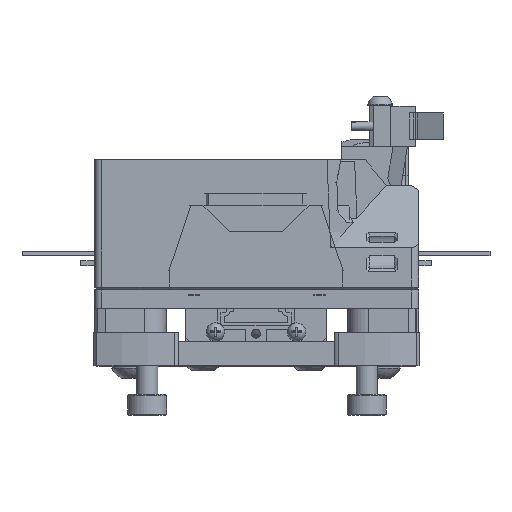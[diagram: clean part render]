
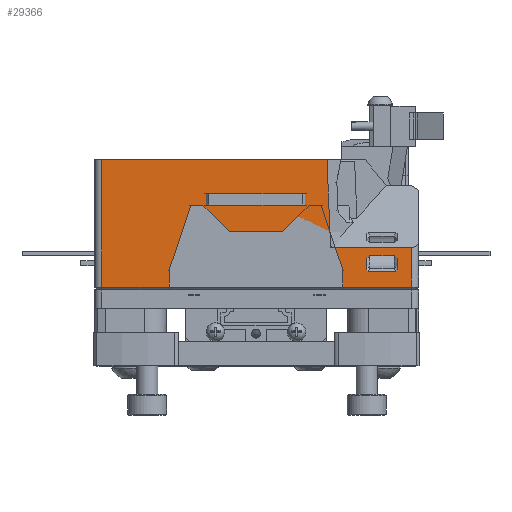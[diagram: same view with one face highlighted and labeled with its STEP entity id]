
A CAD part, top view. The second image highlights one B-rep face of the part: STEP entity #29366.
In plain terms, the highlighted planar face has unit normal (0, 0, 1).
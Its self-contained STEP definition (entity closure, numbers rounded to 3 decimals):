
#1042=FACE_BOUND('',#5556,.T.);
#1856=PLANE('',#32296);
#3806=FACE_OUTER_BOUND('',#5555,.T.);
#5555=EDGE_LOOP('',(#26895,#26896,#26897,#26898,#26899,#26900));
#5556=EDGE_LOOP('',(#26901,#26902,#26903,#26904,#26905,#26906,#26907,#26908));
#7971=LINE('',#56728,#10701);
#8018=LINE('',#56827,#10748);
#8174=LINE('',#57221,#10904);
#8175=LINE('',#57224,#10905);
#8176=LINE('',#57225,#10906);
#8177=LINE('',#57226,#10907);
#8178=LINE('',#57229,#10908);
#8179=LINE('',#57231,#10909);
#8180=LINE('',#57233,#10910);
#8181=LINE('',#57235,#10911);
#8182=LINE('',#57237,#10912);
#8183=LINE('',#57239,#10913);
#8184=LINE('',#57241,#10914);
#8185=LINE('',#57242,#10915);
#10701=VECTOR('',#39624,10.);
#10748=VECTOR('',#39687,10.);
#10904=VECTOR('',#40077,10.);
#10905=VECTOR('',#40080,10.);
#10906=VECTOR('',#40081,10.);
#10907=VECTOR('',#40082,10.);
#10908=VECTOR('',#40083,10.);
#10909=VECTOR('',#40084,10.);
#10910=VECTOR('',#40085,10.);
#10911=VECTOR('',#40086,10.);
#10912=VECTOR('',#40087,10.);
#10913=VECTOR('',#40088,10.);
#10914=VECTOR('',#40089,10.);
#10915=VECTOR('',#40090,10.);
#14721=VERTEX_POINT('',#56725);
#14722=VERTEX_POINT('',#56727);
#14765=VERTEX_POINT('',#56824);
#14766=VERTEX_POINT('',#56826);
#14887=VERTEX_POINT('',#57219);
#14888=VERTEX_POINT('',#57223);
#14889=VERTEX_POINT('',#57227);
#14890=VERTEX_POINT('',#57228);
#14891=VERTEX_POINT('',#57230);
#14892=VERTEX_POINT('',#57232);
#14893=VERTEX_POINT('',#57234);
#14894=VERTEX_POINT('',#57236);
#14895=VERTEX_POINT('',#57238);
#14896=VERTEX_POINT('',#57240);
#18699=EDGE_CURVE('',#14722,#14721,#7971,.T.);
#18748=EDGE_CURVE('',#14765,#14766,#8018,.F.);
#18945=EDGE_CURVE('',#14887,#14765,#8174,.T.);
#18946=EDGE_CURVE('',#14888,#14887,#8175,.T.);
#18947=EDGE_CURVE('',#14722,#14888,#8176,.T.);
#18948=EDGE_CURVE('',#14721,#14766,#8177,.T.);
#18949=EDGE_CURVE('',#14889,#14890,#8178,.T.);
#18950=EDGE_CURVE('',#14890,#14891,#8179,.T.);
#18951=EDGE_CURVE('',#14891,#14892,#8180,.T.);
#18952=EDGE_CURVE('',#14893,#14892,#8181,.T.);
#18953=EDGE_CURVE('',#14894,#14893,#8182,.T.);
#18954=EDGE_CURVE('',#14895,#14894,#8183,.T.);
#18955=EDGE_CURVE('',#14895,#14896,#8184,.T.);
#18956=EDGE_CURVE('',#14896,#14889,#8185,.T.);
#26895=ORIENTED_EDGE('',*,*,#18946,.F.);
#26896=ORIENTED_EDGE('',*,*,#18947,.F.);
#26897=ORIENTED_EDGE('',*,*,#18699,.T.);
#26898=ORIENTED_EDGE('',*,*,#18948,.T.);
#26899=ORIENTED_EDGE('',*,*,#18748,.F.);
#26900=ORIENTED_EDGE('',*,*,#18945,.F.);
#26901=ORIENTED_EDGE('',*,*,#18949,.T.);
#26902=ORIENTED_EDGE('',*,*,#18950,.T.);
#26903=ORIENTED_EDGE('',*,*,#18951,.T.);
#26904=ORIENTED_EDGE('',*,*,#18952,.F.);
#26905=ORIENTED_EDGE('',*,*,#18953,.F.);
#26906=ORIENTED_EDGE('',*,*,#18954,.F.);
#26907=ORIENTED_EDGE('',*,*,#18955,.T.);
#26908=ORIENTED_EDGE('',*,*,#18956,.T.);
#29366=ADVANCED_FACE('',(#3806,#1042),#1856,.F.);
#32296=AXIS2_PLACEMENT_3D('',#57222,#40078,#40079);
#39624=DIRECTION('',(-1.,0.,0.));
#39687=DIRECTION('',(-1.,0.,0.));
#40077=DIRECTION('',(0.,1.,0.));
#40078=DIRECTION('center_axis',(0.,0.,
-1.));
#40079=DIRECTION('ref_axis',(0.,1.,0.));
#40080=DIRECTION('',(-1.,0.,0.));
#40081=DIRECTION('',(0.,-1.,0.));
#40082=DIRECTION('',(-0.041,0.999,0.));
#40083=DIRECTION('',(1.,0.,0.));
#40084=DIRECTION('',(0.707,-0.707,0.));
#40085=DIRECTION('',(0.,-1.,0.));
#40086=DIRECTION('',(0.707,0.707,0.));
#40087=DIRECTION('',(1.,0.,0.));
#40088=DIRECTION('',(0.707,-0.707,0.));
#40089=DIRECTION('',(0.,1.,0.));
#40090=DIRECTION('',(0.707,0.707,0.));
#56725=CARTESIAN_POINT('',(10.54,-11.75,69.089));
#56727=CARTESIAN_POINT('',(21.989,-11.75,69.089));
#56728=CARTESIAN_POINT('',(-19.226,-11.75,69.089));
#56824=CARTESIAN_POINT('',(-21.771,0.65,69.089));
#56826=CARTESIAN_POINT('',(10.027,0.65,69.089));
#56827=CARTESIAN_POINT('',(-10.051,0.65,69.089));
#57219=CARTESIAN_POINT('',(-21.771,-17.35,69.089));
#57221=CARTESIAN_POINT('',(-21.771,-20.683,69.089));
#57222=CARTESIAN_POINT('Origin',(-20.051,-17.683,69.089));
#57223=CARTESIAN_POINT('',(21.989,-17.35,69.089));
#57224=CARTESIAN_POINT('',(-10.008,-17.35,69.089));
#57225=CARTESIAN_POINT('',(21.989,-11.324,69.089));
#57226=CARTESIAN_POINT('',(10.351,-7.189,69.089));
#57227=CARTESIAN_POINT('',(16.05,-12.95,69.089));
#57228=CARTESIAN_POINT('',(19.55,-12.95,69.089));
#57229=CARTESIAN_POINT('',(17.8,-12.95,69.089));
#57230=CARTESIAN_POINT('',(19.95,-13.35,69.089));
#57231=CARTESIAN_POINT('',(19.75,-13.15,69.089));
#57232=CARTESIAN_POINT('',(19.95,-14.916,69.089));
#57233=CARTESIAN_POINT('',(19.95,-14.202,69.089));
#57234=CARTESIAN_POINT('',(19.716,-15.15,69.089));
#57235=CARTESIAN_POINT('',(19.716,-15.15,69.089));
#57236=CARTESIAN_POINT('',(15.885,-15.15,69.089));
#57237=CARTESIAN_POINT('',(17.8,-15.15,69.089));
#57238=CARTESIAN_POINT('',(15.65,-14.916,69.089));
#57239=CARTESIAN_POINT('',(15.65,-14.916,69.089));
#57240=CARTESIAN_POINT('',(15.65,-13.35,69.089));
#57241=CARTESIAN_POINT('',(15.65,-13.881,69.089));
#57242=CARTESIAN_POINT('',(15.85,-13.15,69.089));
